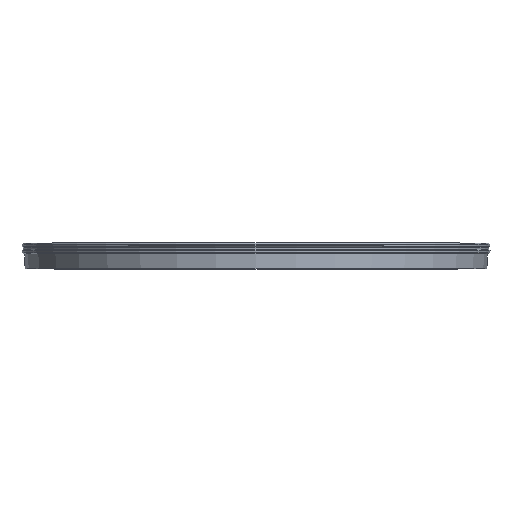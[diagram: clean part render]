
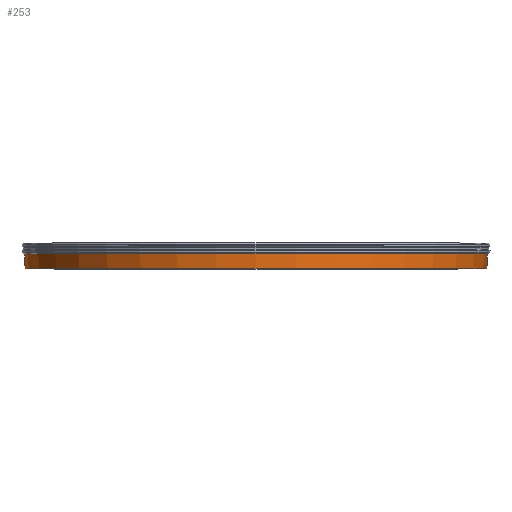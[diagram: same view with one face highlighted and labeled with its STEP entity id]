
A CAD part, top view. The second image highlights one B-rep face of the part: STEP entity #253.
In plain terms, the highlighted conical face has half-angle 3 degrees and reference radius 803.363 mm.
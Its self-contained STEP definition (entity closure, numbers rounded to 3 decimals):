
#25=FACE_OUTER_BOUND('',#44,.T.);
#44=EDGE_LOOP('',(#171,#172,#173,#174));
#66=LINE('',#423,#82);
#82=VECTOR('',#330,803.363);
#98=CIRCLE('',#287,802.);
#99=CIRCLE('',#288,804.725);
#117=VERTEX_POINT('',#420);
#118=VERTEX_POINT('',#422);
#136=EDGE_CURVE('',#117,#117,#98,.T.);
#137=EDGE_CURVE('',#117,#118,#66,.T.);
#138=EDGE_CURVE('',#118,#118,#99,.T.);
#171=ORIENTED_EDGE('',*,*,#136,.F.);
#172=ORIENTED_EDGE('',*,*,#137,.T.);
#173=ORIENTED_EDGE('',*,*,#138,.T.);
#174=ORIENTED_EDGE('',*,*,#137,.F.);
#241=CONICAL_SURFACE('',#286,803.363,0.052);
#253=ADVANCED_FACE('',(#25),#241,.T.);
#286=AXIS2_PLACEMENT_3D('',#419,#326,#327);
#287=AXIS2_PLACEMENT_3D('',#421,#328,#329);
#288=AXIS2_PLACEMENT_3D('',#424,#331,#332);
#326=DIRECTION('center_axis',(0.,1.,0.));
#327=DIRECTION('ref_axis',(1.,0.,0.));
#328=DIRECTION('center_axis',(0.,-1.,0.));
#329=DIRECTION('ref_axis',(1.,0.,0.));
#330=DIRECTION('',(-0.052,0.999,0.));
#331=DIRECTION('center_axis',(0.,-1.,0.));
#332=DIRECTION('ref_axis',(1.,0.,0.));
#419=CARTESIAN_POINT('Origin',(0.,26.,0.));
#420=CARTESIAN_POINT('',(-802.,0.,0.));
#421=CARTESIAN_POINT('Origin',(0.,0.,0.));
#422=CARTESIAN_POINT('',(-804.725,52.,0.));
#423=CARTESIAN_POINT('',(-803.363,26.,0.));
#424=CARTESIAN_POINT('Origin',(0.,52.,0.));
